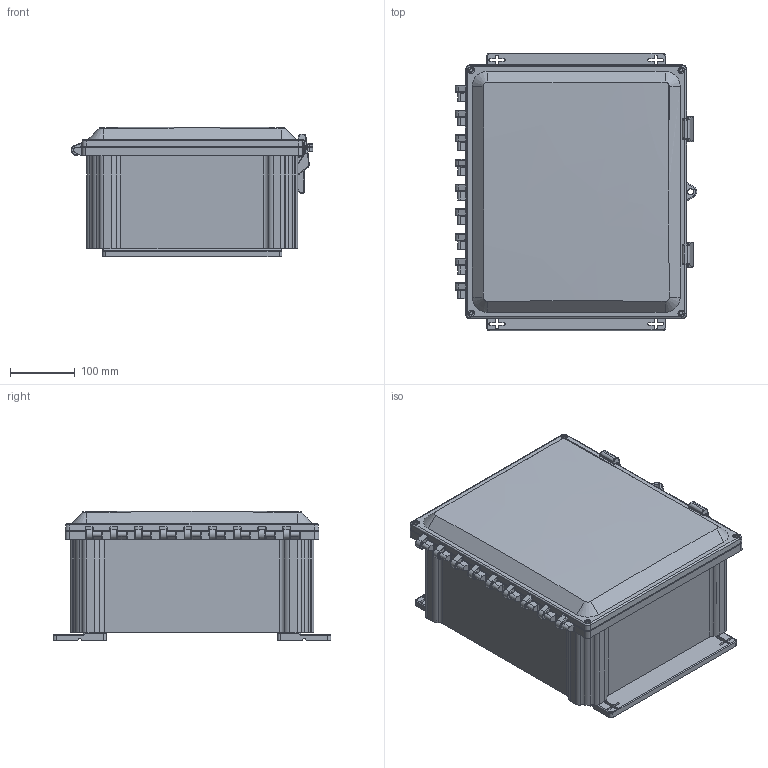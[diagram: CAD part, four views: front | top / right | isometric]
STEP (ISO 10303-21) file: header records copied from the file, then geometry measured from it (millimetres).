
FILE_DESCRIPTION (( 'STEP AP214' ), '1' );
FILE_NAME ('AHF14126C.STEP', '2024-03-06T18:57:05', ( '' ), ( '' ), 'SwSTEP 2.0', 'SolidWorks 2023', '' );
FILE_SCHEMA (( 'AUTOMOTIVE_DESIGN' ));
Length unit declared in the file: inch
Products named in the file (1): AHF14126C
Bounding box: 372.78 x 428.62 x 200.29 mm (x, y, z)
Volume: 2740866.2 mm3; surface area: 1164404.2 mm2
Topology: 6 solids, 8 shells, 1694 faces, 4266 edges, 2632 vertices
Faces by surface type: plane 583, cylinder 533, bspline 420, cone 89, torus 65, sphere 4
Full cylindrical faces by diameter (mm): 4.76 x21, 4.953 x4, 5.08 x4, 6.35 x6, 6.604 x4, 6.858 x2, 7.937 x9, 8.319 x9, 9.525 x1, 9.906 x4, 11.43 x1, 12.38 x21, 15.88 x4
Entity records: 77812 total; most frequent: CARTESIAN_POINT 42623, ORIENTED_EDGE 8222, DIRECTION 5722, EDGE_CURVE 4111, VERTEX_POINT 2593, VECTOR 1942, LINE 1942, EDGE_LOOP 1902
